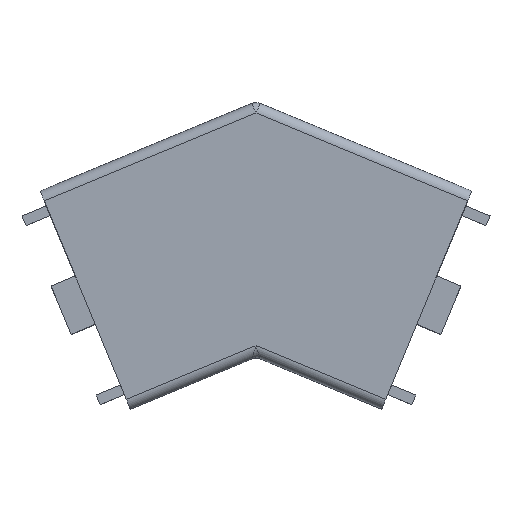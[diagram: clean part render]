
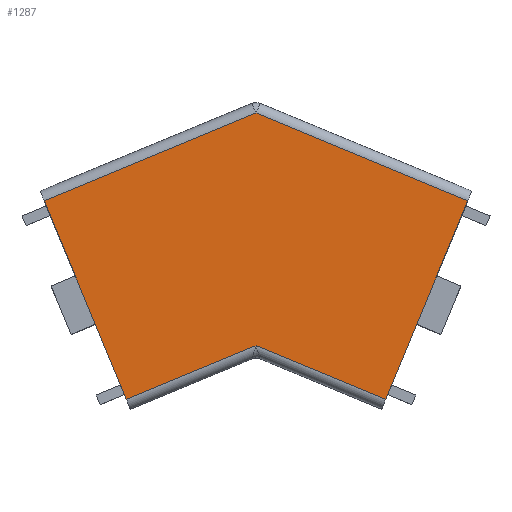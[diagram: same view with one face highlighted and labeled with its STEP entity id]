
A CAD part, top view. The second image highlights one B-rep face of the part: STEP entity #1287.
In plain terms, the highlighted planar face has unit normal (0, 0, 1).
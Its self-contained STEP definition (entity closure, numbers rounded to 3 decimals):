
#100 = DIRECTION ( 'NONE',  ( -0.924, 0.383, 0. ) ) ;
#176 = DIRECTION ( 'NONE',  ( -0.924, -0.383, 0. ) ) ;
#421 = VERTEX_POINT ( 'NONE', #2713 ) ;
#543 = VECTOR ( 'NONE', #100, 1000. ) ;
#545 = DIRECTION ( 'NONE',  ( -0.383, -0.924, 0. ) ) ;
#567 = CARTESIAN_POINT ( 'NONE',  ( 40.421, -18.908, 22.5 ) ) ;
#577 = ORIENTED_EDGE ( 'NONE', *, *, #1582, .F. ) ;
#766 = ORIENTED_EDGE ( 'NONE', *, *, #2108, .F. ) ;
#869 = PLANE ( 'NONE',  #4562 ) ;
#905 = CARTESIAN_POINT ( 'NONE',  ( 24.731, -56.787, 22.5 ) ) ;
#913 = LINE ( 'NONE', #2435, #3577 ) ;
#937 = LINE ( 'NONE', #567, #4284 ) ;
#974 = VERTEX_POINT ( 'NONE', #3366 ) ;
#1166 = DIRECTION ( 'NONE',  ( 0.924, -0.383, 0. ) ) ;
#1287 = ADVANCED_FACE ( 'NONE', ( #3184 ), #869, .F. ) ;
#1290 = DIRECTION ( 'NONE',  ( -1., 0., 0. ) ) ;
#1387 = CARTESIAN_POINT ( 'NONE',  ( -24.731, -56.787, 22.5 ) ) ;
#1462 = EDGE_CURVE ( 'NONE', #1810, #2984, #4408, .T. ) ;
#1491 = VECTOR ( 'NONE', #4135, 1000. ) ;
#1562 = ORIENTED_EDGE ( 'NONE', *, *, #2023, .F. ) ;
#1579 = ORIENTED_EDGE ( 'NONE', *, *, #1462, .F. ) ;
#1582 = EDGE_CURVE ( 'NONE', #974, #2193, #3041, .T. ) ;
#1744 = EDGE_CURVE ( 'NONE', #2193, #421, #937, .T. ) ;
#1776 = EDGE_CURVE ( 'NONE', #3150, #1810, #913, .T. ) ;
#1810 = VERTEX_POINT ( 'NONE', #2878 ) ;
#1889 = ORIENTED_EDGE ( 'NONE', *, *, #1744, .F. ) ;
#2023 = EDGE_CURVE ( 'NONE', #2984, #974, #4502, .T. ) ;
#2094 = CARTESIAN_POINT ( 'NONE',  ( 0., 0., 22.5 ) ) ;
#2108 = EDGE_CURVE ( 'NONE', #421, #3150, #4598, .T. ) ;
#2138 = CARTESIAN_POINT ( 'NONE',  ( 0., -46.543, 22.5 ) ) ;
#2193 = VERTEX_POINT ( 'NONE', #3173 ) ;
#2435 = CARTESIAN_POINT ( 'NONE',  ( 0., -46.543, 22.5 ) ) ;
#2460 = DIRECTION ( 'NONE',  ( 0., 0., -1. ) ) ;
#2568 = DIRECTION ( 'NONE',  ( -0.383, 0.924, 0. ) ) ;
#2640 = CARTESIAN_POINT ( 'NONE',  ( 0., -2.165, 22.5 ) ) ;
#2713 = CARTESIAN_POINT ( 'NONE',  ( 24.731, -56.787, 22.5 ) ) ;
#2878 = CARTESIAN_POINT ( 'NONE',  ( -24.731, -56.787, 22.5 ) ) ;
#2984 = VERTEX_POINT ( 'NONE', #4280 ) ;
#3041 = LINE ( 'NONE', #2640, #3742 ) ;
#3150 = VERTEX_POINT ( 'NONE', #2138 ) ;
#3173 = CARTESIAN_POINT ( 'NONE',  ( 40.421, -18.908, 22.5 ) ) ;
#3184 = FACE_OUTER_BOUND ( 'NONE', #4065, .T. ) ;
#3332 = VECTOR ( 'NONE', #2568, 1000. ) ;
#3366 = CARTESIAN_POINT ( 'NONE',  ( 0., -2.165, 22.5 ) ) ;
#3450 = ORIENTED_EDGE ( 'NONE', *, *, #1776, .F. ) ;
#3577 = VECTOR ( 'NONE', #176, 1000. ) ;
#3742 = VECTOR ( 'NONE', #1166, 1000. ) ;
#3816 = CARTESIAN_POINT ( 'NONE',  ( -40.421, -18.908, 22.5 ) ) ;
#4065 = EDGE_LOOP ( 'NONE', ( #766, #1889, #577, #1562, #1579, #3450 ) ) ;
#4135 = DIRECTION ( 'NONE',  ( 0.924, 0.383, 0. ) ) ;
#4280 = CARTESIAN_POINT ( 'NONE',  ( -40.421, -18.908, 22.5 ) ) ;
#4284 = VECTOR ( 'NONE', #545, 1000. ) ;
#4408 = LINE ( 'NONE', #1387, #3332 ) ;
#4502 = LINE ( 'NONE', #3816, #1491 ) ;
#4562 = AXIS2_PLACEMENT_3D ( 'NONE', #2094, #2460, #1290 ) ;
#4598 = LINE ( 'NONE', #905, #543 ) ;
